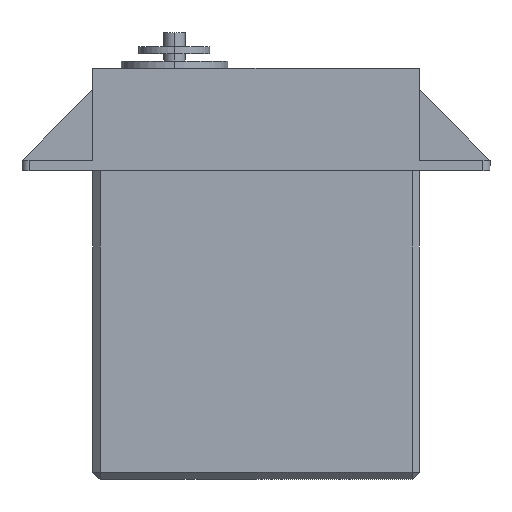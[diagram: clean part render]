
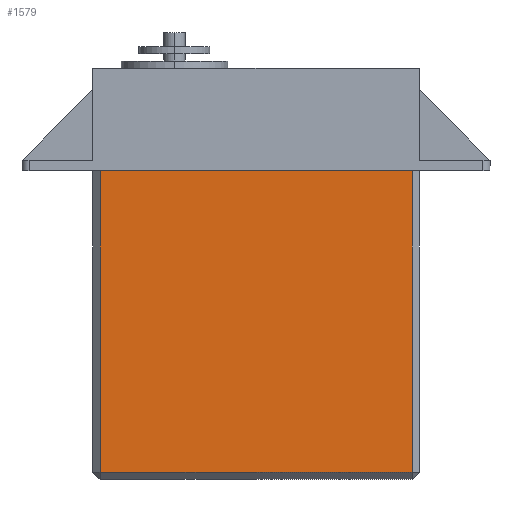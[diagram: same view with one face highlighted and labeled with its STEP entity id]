
A CAD part, left-side view. The second image highlights one B-rep face of the part: STEP entity #1579.
In plain terms, the highlighted planar face has unit normal (-1, 0, 0).
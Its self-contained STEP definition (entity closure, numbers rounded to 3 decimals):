
#14 = VERTEX_POINT ( 'NONE', #1988 ) ;
#29 = DIRECTION ( 'NONE',  ( 0., 1., 0. ) ) ;
#68 = ORIENTED_EDGE ( 'NONE', *, *, #1507, .T. ) ;
#70 = EDGE_LOOP ( 'NONE', ( #1652, #716, #68, #284 ) ) ;
#191 = CARTESIAN_POINT ( 'NONE',  ( 1., 2., -116. ) ) ;
#217 = LINE ( 'NONE', #687, #1823 ) ;
#256 = VERTEX_POINT ( 'NONE', #669 ) ;
#284 = ORIENTED_EDGE ( 'NONE', *, *, #491, .T. ) ;
#320 = LINE ( 'NONE', #191, #962 ) ;
#408 = DIRECTION ( 'NONE',  ( 1., 0., 0. ) ) ;
#491 = EDGE_CURVE ( 'NONE', #256, #14, #893, .T. ) ;
#567 = AXIS2_PLACEMENT_3D ( 'NONE', #1195, #408, #1184 ) ;
#578 = FACE_OUTER_BOUND ( 'NONE', #70, .T. ) ;
#627 = CARTESIAN_POINT ( 'NONE',  ( 1., 2., -114. ) ) ;
#669 = CARTESIAN_POINT ( 'NONE',  ( 1., 90., -29. ) ) ;
#687 = CARTESIAN_POINT ( 'NONE',  ( 1., 92., -29. ) ) ;
#716 = ORIENTED_EDGE ( 'NONE', *, *, #1011, .T. ) ;
#887 = CARTESIAN_POINT ( 'NONE',  ( 1., 92., -114. ) ) ;
#893 = LINE ( 'NONE', #1668, #1207 ) ;
#907 = DIRECTION ( 'NONE',  ( 0., -1., 0. ) ) ;
#962 = VECTOR ( 'NONE', #1434, 1000. ) ;
#990 = VERTEX_POINT ( 'NONE', #1400 ) ;
#1011 = EDGE_CURVE ( 'NONE', #1765, #990, #320, .T. ) ;
#1184 = DIRECTION ( 'NONE',  ( 0., 1., 0. ) ) ;
#1195 = CARTESIAN_POINT ( 'NONE',  ( 1., 92., -116. ) ) ;
#1207 = VECTOR ( 'NONE', #1344, 1000. ) ;
#1344 = DIRECTION ( 'NONE',  ( 0., 0., -1. ) ) ;
#1400 = CARTESIAN_POINT ( 'NONE',  ( 1., 2., -29. ) ) ;
#1434 = DIRECTION ( 'NONE',  ( 0., 0., 1. ) ) ;
#1507 = EDGE_CURVE ( 'NONE', #990, #256, #217, .T. ) ;
#1579 = ADVANCED_FACE ( 'NONE', ( #578 ), #1958, .F. ) ;
#1652 = ORIENTED_EDGE ( 'NONE', *, *, #1971, .T. ) ;
#1668 = CARTESIAN_POINT ( 'NONE',  ( 1., 90., -116. ) ) ;
#1765 = VERTEX_POINT ( 'NONE', #627 ) ;
#1799 = VECTOR ( 'NONE', #907, 1000. ) ;
#1823 = VECTOR ( 'NONE', #29, 1000. ) ;
#1958 = PLANE ( 'NONE',  #567 ) ;
#1963 = LINE ( 'NONE', #887, #1799 ) ;
#1971 = EDGE_CURVE ( 'NONE', #14, #1765, #1963, .T. ) ;
#1988 = CARTESIAN_POINT ( 'NONE',  ( 1., 90., -114. ) ) ;
